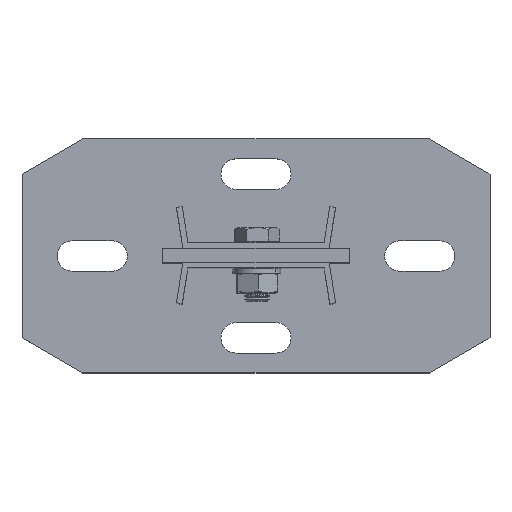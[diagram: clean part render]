
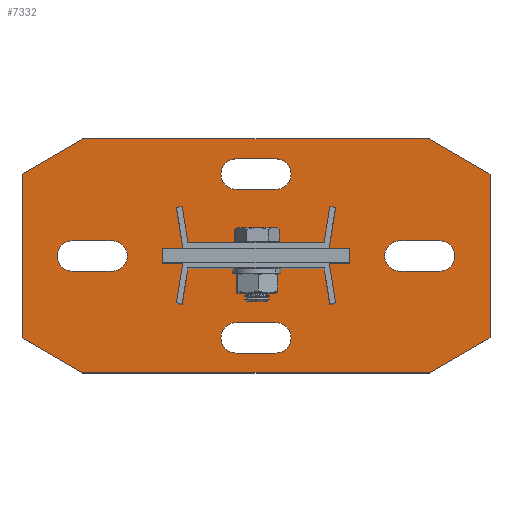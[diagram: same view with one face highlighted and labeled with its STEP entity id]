
A CAD part, top view. The second image highlights one B-rep face of the part: STEP entity #7332.
In plain terms, the highlighted planar face has unit normal (0, 0, 1).
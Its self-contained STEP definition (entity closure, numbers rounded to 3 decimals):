
#6753=DIRECTION('',(1.,0.,0.));
#6754=VECTOR('',#6753,148.038);
#6755=CARTESIAN_POINT('',(-74.019,50.,0.));
#6756=LINE('',#6755,#6754);
#6761=DIRECTION('',(-0.866,0.5,0.));
#6762=VECTOR('',#6761,30.);
#6763=CARTESIAN_POINT('',(100.,35.,0.));
#6764=LINE('',#6763,#6762);
#6765=DIRECTION('',(0.866,0.5,0.));
#6766=VECTOR('',#6765,30.);
#6767=CARTESIAN_POINT('',(74.019,-50.,0.));
#6768=LINE('',#6767,#6766);
#6769=DIRECTION('',(0.866,-0.5,0.));
#6770=VECTOR('',#6769,30.);
#6771=CARTESIAN_POINT('',(-100.,-35.,0.));
#6772=LINE('',#6771,#6770);
#6773=DIRECTION('',(-0.866,-0.5,0.));
#6774=VECTOR('',#6773,30.);
#6775=CARTESIAN_POINT('',(-74.019,50.,0.));
#6776=LINE('',#6775,#6774);
#6777=DIRECTION('',(-1.,0.,0.));
#6778=VECTOR('',#6777,17.);
#6779=CARTESIAN_POINT('',(78.5,-6.5,0.));
#6780=LINE('',#6779,#6778);
#6781=CARTESIAN_POINT('',(78.5,0.,0.));
#6782=DIRECTION('',(0.,0.,-1.));
#6783=DIRECTION('',(1.,0.,0.));
#6784=AXIS2_PLACEMENT_3D('',#6781,#6782,#6783);
#6786=CARTESIAN_POINT('',(78.5,0.,0.));
#6787=DIRECTION('',(0.,0.,-1.));
#6788=DIRECTION('',(0.,1.,0.));
#6789=AXIS2_PLACEMENT_3D('',#6786,#6787,#6788);
#6791=DIRECTION('',(1.,0.,0.));
#6792=VECTOR('',#6791,17.);
#6793=CARTESIAN_POINT('',(61.5,6.5,0.));
#6794=LINE('',#6793,#6792);
#6795=CARTESIAN_POINT('',(61.5,0.,0.));
#6796=DIRECTION('',(0.,0.,-1.));
#6797=DIRECTION('',(0.,-1.,0.));
#6798=AXIS2_PLACEMENT_3D('',#6795,#6796,#6797);
#6800=DIRECTION('',(1.,0.,0.));
#6801=VECTOR('',#6800,17.);
#6802=CARTESIAN_POINT('',(-78.5,6.5,0.));
#6803=LINE('',#6802,#6801);
#6804=CARTESIAN_POINT('',(-78.5,0.,0.));
#6805=DIRECTION('',(0.,0.,-1.));
#6806=DIRECTION('',(-1.,0.,0.));
#6807=AXIS2_PLACEMENT_3D('',#6804,#6805,#6806);
#6809=CARTESIAN_POINT('',(-78.5,0.,0.));
#6810=DIRECTION('',(0.,0.,-1.));
#6811=DIRECTION('',(0.,-1.,0.));
#6812=AXIS2_PLACEMENT_3D('',#6809,#6810,#6811);
#6814=DIRECTION('',(-1.,0.,0.));
#6815=VECTOR('',#6814,17.);
#6816=CARTESIAN_POINT('',(-61.5,-6.5,0.));
#6817=LINE('',#6816,#6815);
#6818=CARTESIAN_POINT('',(-61.5,0.,0.));
#6819=DIRECTION('',(0.,0.,-1.));
#6820=DIRECTION('',(1.,0.,0.));
#6821=AXIS2_PLACEMENT_3D('',#6818,#6819,#6820);
#6823=CARTESIAN_POINT('',(-61.5,0.,0.));
#6824=DIRECTION('',(0.,0.,-1.));
#6825=DIRECTION('',(0.,1.,0.));
#6826=AXIS2_PLACEMENT_3D('',#6823,#6824,#6825);
#6828=DIRECTION('',(-1.,0.,0.));
#6829=VECTOR('',#6828,17.);
#6830=CARTESIAN_POINT('',(8.5,-41.5,0.));
#6831=LINE('',#6830,#6829);
#6832=CARTESIAN_POINT('',(8.5,-35.,0.));
#6833=DIRECTION('',(0.,0.,-1.));
#6834=DIRECTION('',(1.,0.,0.));
#6835=AXIS2_PLACEMENT_3D('',#6832,#6833,#6834);
#6837=CARTESIAN_POINT('',(8.5,-35.,0.));
#6838=DIRECTION('',(0.,0.,-1.));
#6839=DIRECTION('',(0.,1.,0.));
#6840=AXIS2_PLACEMENT_3D('',#6837,#6838,#6839);
#6842=DIRECTION('',(1.,0.,0.));
#6843=VECTOR('',#6842,17.);
#6844=CARTESIAN_POINT('',(-8.5,-28.5,0.));
#6845=LINE('',#6844,#6843);
#6846=CARTESIAN_POINT('',(-8.5,-35.,0.));
#6847=DIRECTION('',(0.,0.,-1.));
#6848=DIRECTION('',(-1.,0.,0.));
#6849=AXIS2_PLACEMENT_3D('',#6846,#6847,#6848);
#6851=CARTESIAN_POINT('',(-8.5,-35.,0.));
#6852=DIRECTION('',(0.,0.,-1.));
#6853=DIRECTION('',(0.,-1.,0.));
#6854=AXIS2_PLACEMENT_3D('',#6851,#6852,#6853);
#6856=DIRECTION('',(-1.,0.,0.));
#6857=VECTOR('',#6856,17.);
#6858=CARTESIAN_POINT('',(8.5,28.5,0.));
#6859=LINE('',#6858,#6857);
#6860=CARTESIAN_POINT('',(8.5,35.,0.));
#6861=DIRECTION('',(0.,0.,-1.));
#6862=DIRECTION('',(1.,0.,0.));
#6863=AXIS2_PLACEMENT_3D('',#6860,#6861,#6862);
#6865=CARTESIAN_POINT('',(8.5,35.,0.));
#6866=DIRECTION('',(0.,0.,-1.));
#6867=DIRECTION('',(0.,1.,0.));
#6868=AXIS2_PLACEMENT_3D('',#6865,#6866,#6867);
#6870=DIRECTION('',(1.,0.,0.));
#6871=VECTOR('',#6870,17.);
#6872=CARTESIAN_POINT('',(-8.5,41.5,0.));
#6873=LINE('',#6872,#6871);
#6874=CARTESIAN_POINT('',(-8.5,35.,0.));
#6875=DIRECTION('',(0.,0.,-1.));
#6876=DIRECTION('',(-1.,0.,0.));
#6877=AXIS2_PLACEMENT_3D('',#6874,#6875,#6876);
#6879=CARTESIAN_POINT('',(-8.5,35.,0.));
#6880=DIRECTION('',(0.,0.,-1.));
#6881=DIRECTION('',(0.,-1.,0.));
#6882=AXIS2_PLACEMENT_3D('',#6879,#6880,#6881);
#6888=DIRECTION('',(0.,-1.,0.));
#6889=VECTOR('',#6888,70.);
#6890=CARTESIAN_POINT('',(100.,35.,0.));
#6891=LINE('',#6890,#6889);
#6900=DIRECTION('',(-1.,0.,0.));
#6901=VECTOR('',#6900,148.038);
#6902=CARTESIAN_POINT('',(74.019,-50.,0.));
#6903=LINE('',#6902,#6901);
#6912=DIRECTION('',(0.,1.,0.));
#6913=VECTOR('',#6912,70.);
#6914=CARTESIAN_POINT('',(-100.,-35.,0.));
#6915=LINE('',#6914,#6913);
#7024=CARTESIAN_POINT('',(-8.5,41.5,0.));
#7025=CARTESIAN_POINT('',(8.5,41.5,0.));
#7026=VERTEX_POINT('',#7024);
#7027=VERTEX_POINT('',#7025);
#7028=CARTESIAN_POINT('',(15.,35.,0.));
#7029=CARTESIAN_POINT('',(8.5,28.5,0.));
#7030=VERTEX_POINT('',#7028);
#7031=VERTEX_POINT('',#7029);
#7034=CARTESIAN_POINT('',(-8.5,28.5,0.));
#7036=VERTEX_POINT('',#7034);
#7040=CARTESIAN_POINT('',(85.,0.,0.));
#7042=VERTEX_POINT('',#7040);
#7046=CARTESIAN_POINT('',(78.5,6.5,0.));
#7047=VERTEX_POINT('',#7046);
#7052=CARTESIAN_POINT('',(-55.,0.,0.));
#7053=VERTEX_POINT('',#7052);
#7054=CARTESIAN_POINT('',(-61.5,6.5,0.));
#7055=VERTEX_POINT('',#7054);
#7056=CARTESIAN_POINT('',(-15.,35.,0.));
#7057=VERTEX_POINT('',#7056);
#7062=CARTESIAN_POINT('',(15.,-35.,0.));
#7063=VERTEX_POINT('',#7062);
#7064=CARTESIAN_POINT('',(8.5,-28.5,0.));
#7065=VERTEX_POINT('',#7064);
#7070=CARTESIAN_POINT('',(-74.019,50.,0.));
#7071=CARTESIAN_POINT('',(74.019,50.,0.));
#7072=VERTEX_POINT('',#7070);
#7073=VERTEX_POINT('',#7071);
#7078=CARTESIAN_POINT('',(100.,35.,0.));
#7079=VERTEX_POINT('',#7078);
#7082=CARTESIAN_POINT('',(100.,-35.,0.));
#7083=VERTEX_POINT('',#7082);
#7086=CARTESIAN_POINT('',(74.019,-50.,0.));
#7087=VERTEX_POINT('',#7086);
#7090=CARTESIAN_POINT('',(-74.019,-50.,0.));
#7091=VERTEX_POINT('',#7090);
#7094=CARTESIAN_POINT('',(-100.,-35.,0.));
#7095=VERTEX_POINT('',#7094);
#7098=CARTESIAN_POINT('',(-100.,35.,0.));
#7099=VERTEX_POINT('',#7098);
#7120=CARTESIAN_POINT('',(78.5,-6.5,0.));
#7121=CARTESIAN_POINT('',(61.5,-6.5,0.));
#7122=VERTEX_POINT('',#7120);
#7123=VERTEX_POINT('',#7121);
#7124=CARTESIAN_POINT('',(61.5,6.5,0.));
#7125=VERTEX_POINT('',#7124);
#7126=CARTESIAN_POINT('',(-78.5,6.5,0.));
#7127=VERTEX_POINT('',#7126);
#7128=CARTESIAN_POINT('',(-61.5,-6.5,0.));
#7129=VERTEX_POINT('',#7128);
#7130=CARTESIAN_POINT('',(-78.5,-6.5,0.));
#7131=VERTEX_POINT('',#7130);
#7132=CARTESIAN_POINT('',(-85.,0.,0.));
#7133=VERTEX_POINT('',#7132);
#7134=CARTESIAN_POINT('',(8.5,-41.5,0.));
#7135=CARTESIAN_POINT('',(-8.5,-41.5,0.));
#7136=VERTEX_POINT('',#7134);
#7137=VERTEX_POINT('',#7135);
#7138=CARTESIAN_POINT('',(-15.,-35.,0.));
#7139=CARTESIAN_POINT('',(-8.5,-28.5,0.));
#7140=VERTEX_POINT('',#7138);
#7141=VERTEX_POINT('',#7139);
#7258=CARTESIAN_POINT('',(100.,50.,0.));
#7259=DIRECTION('',(0.,0.,-1.));
#7260=DIRECTION('',(-1.,0.,0.));
#7261=AXIS2_PLACEMENT_3D('',#7258,#7259,#7260);
#7262=PLANE('',#7261);
#7263=ORIENTED_EDGE('',*,*,#7248,.T.);
#7265=ORIENTED_EDGE('',*,*,#7264,.F.);
#7267=ORIENTED_EDGE('',*,*,#7266,.T.);
#7269=ORIENTED_EDGE('',*,*,#7268,.F.);
#7271=ORIENTED_EDGE('',*,*,#7270,.T.);
#7273=ORIENTED_EDGE('',*,*,#7272,.F.);
#7275=ORIENTED_EDGE('',*,*,#7274,.T.);
#7277=ORIENTED_EDGE('',*,*,#7276,.F.);
#7278=EDGE_LOOP('',(#7263,#7265,#7267,#7269,#7271,#7273,#7275,#7277));
#7279=FACE_OUTER_BOUND('',#7278,.F.);
#7281=ORIENTED_EDGE('',*,*,#7280,.F.);
#7282=ORIENTED_EDGE('',*,*,#7149,.F.);
#7283=ORIENTED_EDGE('',*,*,#7167,.F.);
#7285=ORIENTED_EDGE('',*,*,#7284,.F.);
#7287=ORIENTED_EDGE('',*,*,#7286,.F.);
#7288=EDGE_LOOP('',(#7281,#7282,#7283,#7285,#7287));
#7289=FACE_BOUND('',#7288,.F.);
#7291=ORIENTED_EDGE('',*,*,#7290,.F.);
#7293=ORIENTED_EDGE('',*,*,#7292,.F.);
#7295=ORIENTED_EDGE('',*,*,#7294,.F.);
#7297=ORIENTED_EDGE('',*,*,#7296,.F.);
#7299=ORIENTED_EDGE('',*,*,#7298,.F.);
#7301=ORIENTED_EDGE('',*,*,#7300,.F.);
#7302=EDGE_LOOP('',(#7291,#7293,#7295,#7297,#7299,#7301));
#7303=FACE_BOUND('',#7302,.F.);
#7305=ORIENTED_EDGE('',*,*,#7304,.F.);
#7307=ORIENTED_EDGE('',*,*,#7306,.F.);
#7309=ORIENTED_EDGE('',*,*,#7308,.F.);
#7311=ORIENTED_EDGE('',*,*,#7310,.F.);
#7313=ORIENTED_EDGE('',*,*,#7312,.F.);
#7315=ORIENTED_EDGE('',*,*,#7314,.F.);
#7316=EDGE_LOOP('',(#7305,#7307,#7309,#7311,#7313,#7315));
#7317=FACE_BOUND('',#7316,.F.);
#7319=ORIENTED_EDGE('',*,*,#7318,.F.);
#7321=ORIENTED_EDGE('',*,*,#7320,.F.);
#7323=ORIENTED_EDGE('',*,*,#7322,.F.);
#7325=ORIENTED_EDGE('',*,*,#7324,.F.);
#7327=ORIENTED_EDGE('',*,*,#7326,.F.);
#7329=ORIENTED_EDGE('',*,*,#7328,.F.);
#7330=EDGE_LOOP('',(#7319,#7321,#7323,#7325,#7327,#7329));
#7331=FACE_BOUND('',#7330,.F.);
#7332=ADVANCED_FACE('',(#7279,#7289,#7303,#7317,#7331),#7262,.F.);
#6785=CIRCLE('',#6784,6.5);
#6790=CIRCLE('',#6789,6.5);
#6799=CIRCLE('',#6798,6.5);
#6808=CIRCLE('',#6807,6.5);
#6813=CIRCLE('',#6812,6.5);
#6822=CIRCLE('',#6821,6.5);
#6827=CIRCLE('',#6826,6.5);
#6836=CIRCLE('',#6835,6.5);
#6841=CIRCLE('',#6840,6.5);
#6850=CIRCLE('',#6849,6.5);
#6855=CIRCLE('',#6854,6.5);
#6864=CIRCLE('',#6863,6.5);
#6869=CIRCLE('',#6868,6.5);
#6878=CIRCLE('',#6877,6.5);
#6883=CIRCLE('',#6882,6.5);
#7149=EDGE_CURVE('',#7042,#7122,#6785,.T.);
#7167=EDGE_CURVE('',#7047,#7042,#6790,.T.);
#7248=EDGE_CURVE('',#7072,#7073,#6756,.T.);
#7264=EDGE_CURVE('',#7079,#7073,#6764,.T.);
#7266=EDGE_CURVE('',#7079,#7083,#6891,.T.);
#7268=EDGE_CURVE('',#7087,#7083,#6768,.T.);
#7270=EDGE_CURVE('',#7087,#7091,#6903,.T.);
#7272=EDGE_CURVE('',#7095,#7091,#6772,.T.);
#7274=EDGE_CURVE('',#7095,#7099,#6915,.T.);
#7276=EDGE_CURVE('',#7072,#7099,#6776,.T.);
#7280=EDGE_CURVE('',#7122,#7123,#6780,.T.);
#7284=EDGE_CURVE('',#7125,#7047,#6794,.T.);
#7286=EDGE_CURVE('',#7123,#7125,#6799,.T.);
#7290=EDGE_CURVE('',#7127,#7055,#6803,.T.);
#7292=EDGE_CURVE('',#7133,#7127,#6808,.T.);
#7294=EDGE_CURVE('',#7131,#7133,#6813,.T.);
#7296=EDGE_CURVE('',#7129,#7131,#6817,.T.);
#7298=EDGE_CURVE('',#7053,#7129,#6822,.T.);
#7300=EDGE_CURVE('',#7055,#7053,#6827,.T.);
#7304=EDGE_CURVE('',#7136,#7137,#6831,.T.);
#7306=EDGE_CURVE('',#7063,#7136,#6836,.T.);
#7308=EDGE_CURVE('',#7065,#7063,#6841,.T.);
#7310=EDGE_CURVE('',#7141,#7065,#6845,.T.);
#7312=EDGE_CURVE('',#7140,#7141,#6850,.T.);
#7314=EDGE_CURVE('',#7137,#7140,#6855,.T.);
#7318=EDGE_CURVE('',#7031,#7036,#6859,.T.);
#7320=EDGE_CURVE('',#7030,#7031,#6864,.T.);
#7322=EDGE_CURVE('',#7027,#7030,#6869,.T.);
#7324=EDGE_CURVE('',#7026,#7027,#6873,.T.);
#7326=EDGE_CURVE('',#7057,#7026,#6878,.T.);
#7328=EDGE_CURVE('',#7036,#7057,#6883,.T.);
